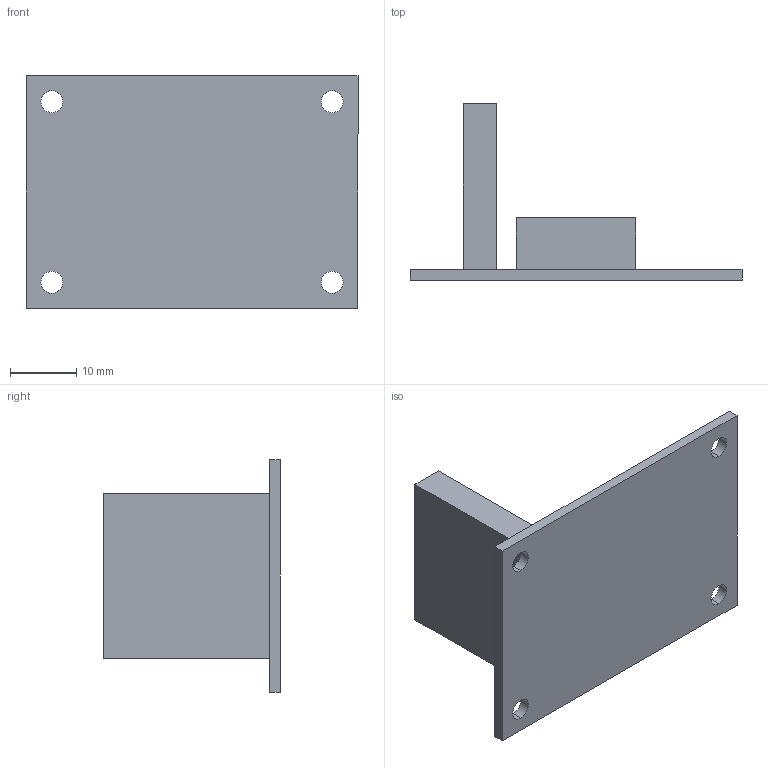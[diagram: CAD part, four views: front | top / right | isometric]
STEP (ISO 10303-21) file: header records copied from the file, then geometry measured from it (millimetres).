
FILE_DESCRIPTION (( 'STEP AP214' ), '1' );
FILE_NAME ('LPMS-BE2-DK.STEP', '2024-05-09T04:26:23', ( '' ), ( '' ), 'SwSTEP 2.0', 'SolidWorks 2023', '' );
FILE_SCHEMA (( 'AUTOMOTIVE_DESIGN' ));
Length unit declared in the file: millimetre
Products named in the file (1): LPMS-BE2-DK
Bounding box: 50 x 26.6 x 35 mm (x, y, z)
Volume: 8147.5 mm3; surface area: 5931.5 mm2
Topology: 1 solids, 1 shells, 29 faces, 72 edges, 48 vertices
Faces by surface type: plane 21, cylinder 8
Entity records: 901 total; most frequent: CARTESIAN_POINT 150, DIRECTION 148, ORIENTED_EDGE 144, EDGE_CURVE 72, LINE 56, VECTOR 56, VERTEX_POINT 48, AXIS2_PLACEMENT_3D 46
